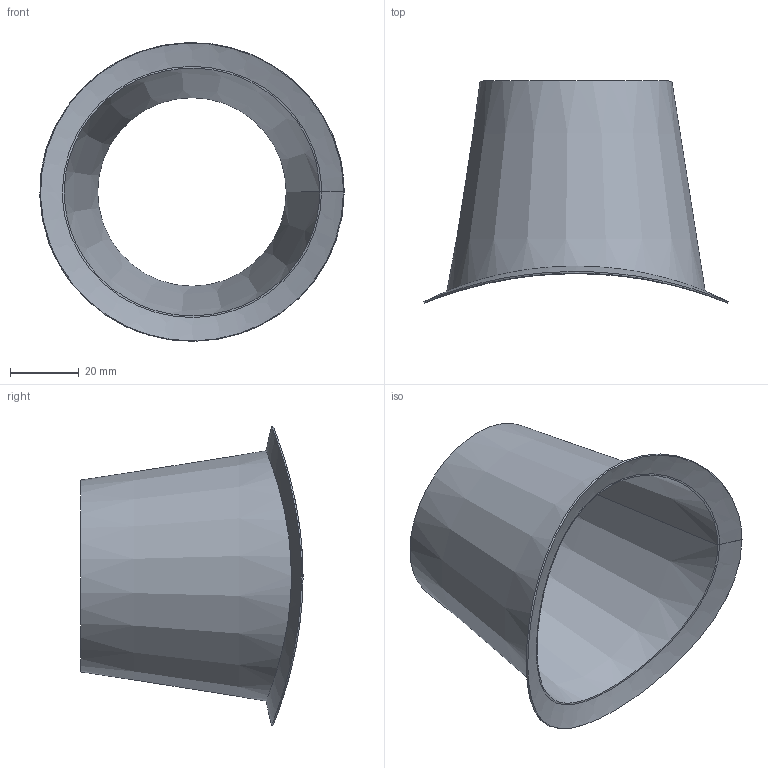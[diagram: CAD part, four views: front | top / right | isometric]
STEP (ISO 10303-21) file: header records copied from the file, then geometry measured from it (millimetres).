
FILE_DESCRIPTION((''),'2;1');
FILE_NAME('HTM-200.stp','2014-04-03T07:58:40',(''),(''),'Autodesk Inventor 2013','Autodesk Inventor 2013','');
FILE_SCHEMA(('AUTOMOTIVE_DESIGN { 1 2 10303 214 0 1 1 1 }'));
Length unit declared in the file: millimetre
Products named in the file (1): HTM-200
Bounding box: 88.81 x 64.8 x 87.14 mm (x, y, z)
Volume: 6904.9 mm3; surface area: 27867.5 mm2
Topology: 1 solids, 1 shells, 11 faces, 26 edges, 17 vertices
Faces by surface type: plane 4, bspline 3, cone 3, cylinder 1
Entity records: 1327 total; most frequent: CARTESIAN_POINT 1043, ORIENTED_EDGE 52, DIRECTION 44, EDGE_CURVE 26, AXIS2_PLACEMENT_3D 17, VERTEX_POINT 17, STYLED_ITEM 12, EDGE_LOOP 11
